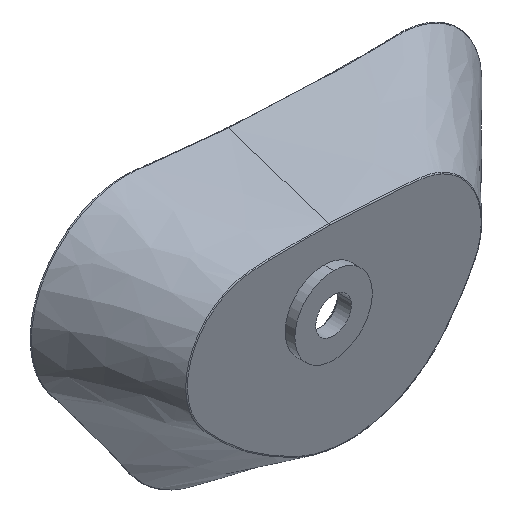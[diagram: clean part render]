
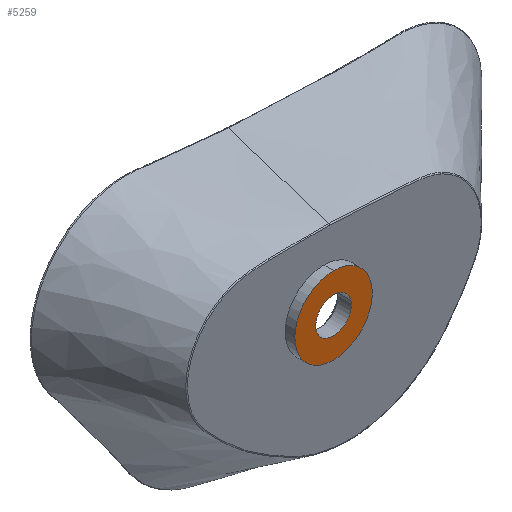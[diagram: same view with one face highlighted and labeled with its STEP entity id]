
A CAD part, isometric view. The second image highlights one B-rep face of the part: STEP entity #5259.
In plain terms, the highlighted planar face has unit normal (0, -1, 0).
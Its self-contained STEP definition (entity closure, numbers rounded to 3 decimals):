
#233 = CIRCLE ( 'NONE', #332, 23. ) ;
#332 = AXIS2_PLACEMENT_3D ( 'NONE', #3595, #3004, #2765 ) ;
#622 = AXIS2_PLACEMENT_3D ( 'NONE', #1492, #1623, #1645 ) ;
#1480 = PLANE ( 'NONE',  #622 ) ;
#1492 = CARTESIAN_POINT ( 'NONE',  ( 0., -12.5, 0. ) ) ;
#1623 = DIRECTION ( 'NONE',  ( 0., -1., 0. ) ) ;
#1645 = DIRECTION ( 'NONE',  ( 0., 0., -1. ) ) ;
#1855 = EDGE_LOOP ( 'NONE', ( #11774, #9840 ) ) ;
#2407 = EDGE_LOOP ( 'NONE', ( #7965, #4430 ) ) ;
#2663 = VERTEX_POINT ( 'NONE', #5734 ) ;
#2765 = DIRECTION ( 'NONE',  ( 0., 0., -1. ) ) ;
#3004 = DIRECTION ( 'NONE',  ( 0., -1., 0. ) ) ;
#3536 = DIRECTION ( 'NONE',  ( 0., 0., -1. ) ) ;
#3595 = CARTESIAN_POINT ( 'NONE',  ( 0., -12.5, 0. ) ) ;
#3704 = VERTEX_POINT ( 'NONE', #4021 ) ;
#3790 = EDGE_CURVE ( 'NONE', #3704, #7432, #10248, .T. ) ;
#4021 = CARTESIAN_POINT ( 'NONE',  ( 0., -12.5, 50. ) ) ;
#4210 = CARTESIAN_POINT ( 'NONE',  ( 0., -12.5, -50. ) ) ;
#4430 = ORIENTED_EDGE ( 'NONE', *, *, #7768, .F. ) ;
#4900 = AXIS2_PLACEMENT_3D ( 'NONE', #8831, #8773, #8701 ) ;
#5046 = CARTESIAN_POINT ( 'NONE',  ( 0., -12.5, 0. ) ) ;
#5073 = DIRECTION ( 'NONE',  ( 0., -1., 0. ) ) ;
#5259 = ADVANCED_FACE ( 'NONE', ( #8641, #11099 ), #1480, .T. ) ;
#5734 = CARTESIAN_POINT ( 'NONE',  ( 22.317, -12.5, 5.564 ) ) ;
#6064 = AXIS2_PLACEMENT_3D ( 'NONE', #10282, #11483, #10297 ) ;
#6267 = AXIS2_PLACEMENT_3D ( 'NONE', #5046, #5073, #3536 ) ;
#6342 = CIRCLE ( 'NONE', #4900, 50. ) ;
#7053 = CIRCLE ( 'NONE', #6064, 23. ) ;
#7432 = VERTEX_POINT ( 'NONE', #4210 ) ;
#7768 = EDGE_CURVE ( 'NONE', #2663, #9779, #233, .T. ) ;
#7965 = ORIENTED_EDGE ( 'NONE', *, *, #10814, .F. ) ;
#8572 = EDGE_CURVE ( 'NONE', #7432, #3704, #6342, .T. ) ;
#8641 = FACE_OUTER_BOUND ( 'NONE', #1855, .T. ) ;
#8701 = DIRECTION ( 'NONE',  ( 0., 0., -1. ) ) ;
#8773 = DIRECTION ( 'NONE',  ( 0., -1., 0. ) ) ;
#8831 = CARTESIAN_POINT ( 'NONE',  ( 0., -12.5, 0. ) ) ;
#8866 = CARTESIAN_POINT ( 'NONE',  ( -22.317, -12.5, -5.564 ) ) ;
#9779 = VERTEX_POINT ( 'NONE', #8866 ) ;
#9840 = ORIENTED_EDGE ( 'NONE', *, *, #8572, .T. ) ;
#10248 = CIRCLE ( 'NONE', #6267, 50. ) ;
#10282 = CARTESIAN_POINT ( 'NONE',  ( 0., -12.5, 0. ) ) ;
#10297 = DIRECTION ( 'NONE',  ( 0., 0., -1. ) ) ;
#10814 = EDGE_CURVE ( 'NONE', #9779, #2663, #7053, .T. ) ;
#11099 = FACE_BOUND ( 'NONE', #2407, .T. ) ;
#11483 = DIRECTION ( 'NONE',  ( 0., -1., 0. ) ) ;
#11774 = ORIENTED_EDGE ( 'NONE', *, *, #3790, .T. ) ;
